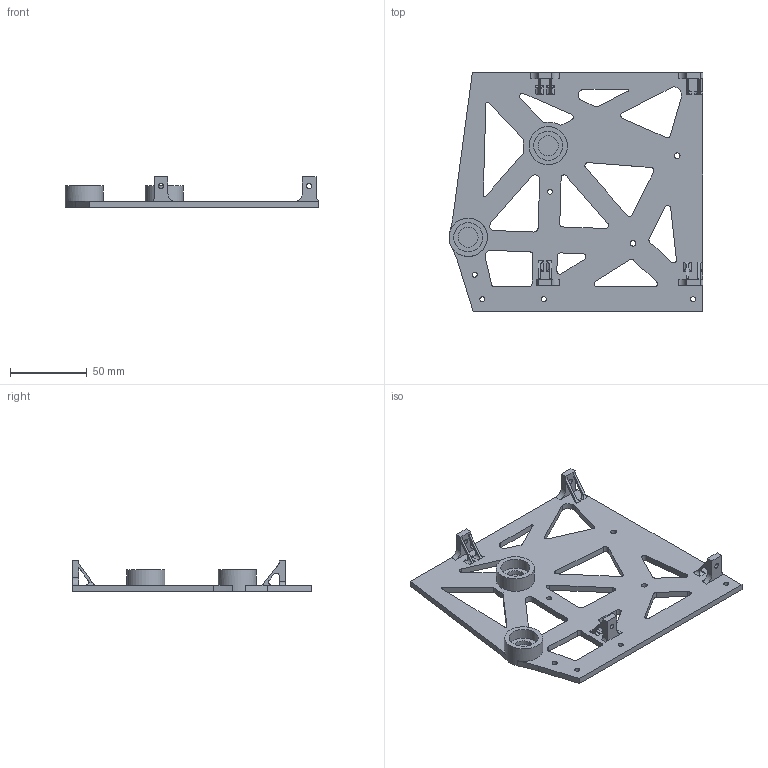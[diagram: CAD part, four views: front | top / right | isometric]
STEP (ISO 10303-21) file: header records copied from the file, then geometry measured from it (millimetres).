
FILE_DESCRIPTION(/* description */ (''),/* implementation_level */ '2;1');
FILE_NAME(/* name */ '',/* time_stamp */ '2026-01-23T14:01:39+03:00',/* author */ ('Phantom'),/* organization */ (''),/* preprocessor_version */ 'ST-DEVELOPER v20.1',/* originating_system */ 'Autodesk Inventor 2026',/* authorisation */ '');
FILE_SCHEMA (('AUTOMOTIVE_DESIGN { 1 0 10303 214 3 1 1 }'));
Length unit declared in the file: millimetre
Products named in the file (1): крепление сосала_
MIR1
Bounding box: 165.76 x 156 x 20 mm (x, y, z)
Volume: 81879.1 mm3; surface area: 49421.9 mm2
Topology: 1 solids, 1 shells, 192 faces, 582 edges, 403 vertices
Faces by surface type: cylinder 97, plane 94, bspline 1
Full cylindrical faces by diameter (mm): 3.25 x3, 3.3 x6, 3.7 x2, 13 x2, 19 x2, 25 x2
Entity records: 6854 total; most frequent: CARTESIAN_POINT 1304, ORIENTED_EDGE 1148, DIRECTION 1142, EDGE_CURVE 574, AXIS2_PLACEMENT_3D 384, VERTEX_POINT 377, LINE 374, VECTOR 374
